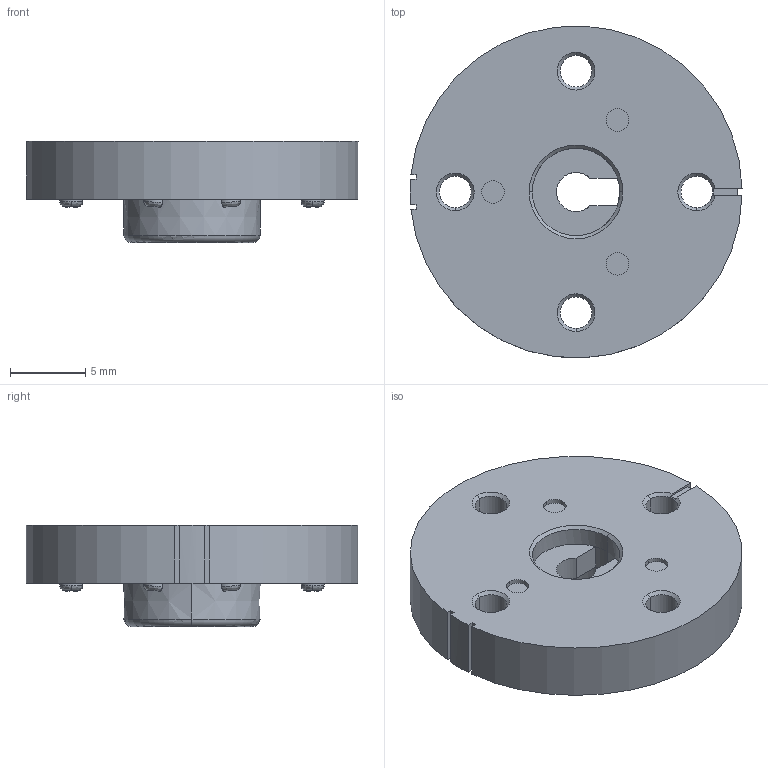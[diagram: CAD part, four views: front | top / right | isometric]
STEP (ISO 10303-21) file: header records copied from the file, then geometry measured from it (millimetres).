
FILE_DESCRIPTION (( 'STEP AP203' ), '1' );
FILE_NAME ('PRT0006_2_Default_sldprt.STEP', '2023-12-01T14:26:24', ( '' ), ( '' ), 'SwSTEP 2.0', 'SolidWorks 2023', '' );
FILE_SCHEMA (( 'CONFIG_CONTROL_DESIGN' ));
Length unit declared in the file: millimetre
Products named in the file (1): PRT0006_2_Default_sldprt
Bounding box: 22 x 21.98 x 6.7 mm (x, y, z)
Volume: 1188.4 mm3; surface area: 1495.1 mm2
Topology: 1 solids, 1 shells, 172 faces, 458 edges, 300 vertices
Faces by surface type: plane 100, cylinder 39, bspline 16, cone 15, torus 2
Entity records: 7017 total; most frequent: CARTESIAN_POINT 2814, ORIENTED_EDGE 916, DIRECTION 774, EDGE_CURVE 458, VERTEX_POINT 300, LINE 274, VECTOR 274, AXIS2_PLACEMENT_3D 250
